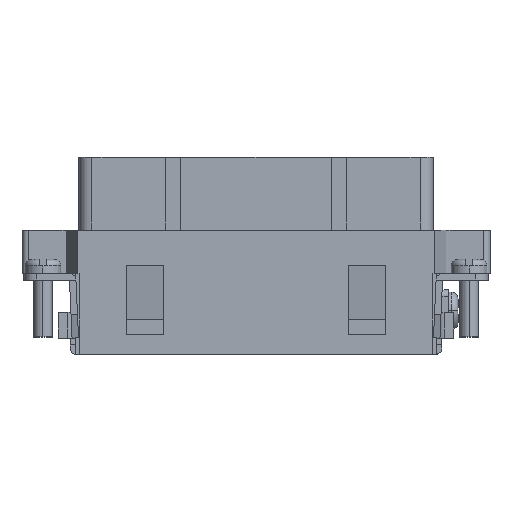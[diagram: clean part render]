
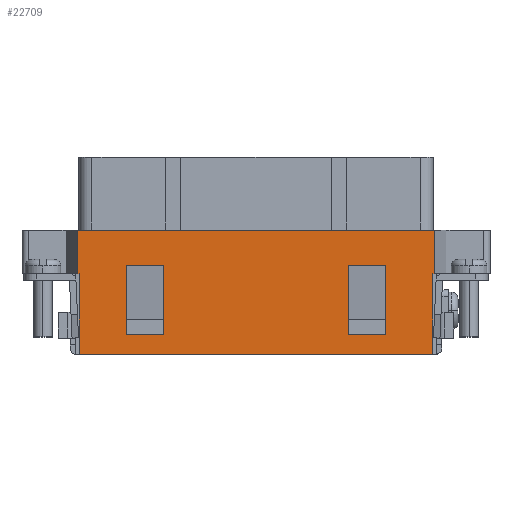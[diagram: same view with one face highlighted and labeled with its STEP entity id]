
A CAD part, top view. The second image highlights one B-rep face of the part: STEP entity #22709.
In plain terms, the highlighted planar face has unit normal (0, 0, 1).
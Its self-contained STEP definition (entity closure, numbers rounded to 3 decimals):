
#41 = CARTESIAN_POINT ( 'NONE',  ( -27.375, -19.25, 11.5 ) ) ;
#216 = EDGE_CURVE ( 'NONE', #27670, #15918, #18702, .T. ) ;
#373 = CARTESIAN_POINT ( 'NONE',  ( -27.667, -6.75, 11.5 ) ) ;
#622 = CARTESIAN_POINT ( 'NONE',  ( -27.375, -19.25, 11.5 ) ) ;
#699 = LINE ( 'NONE', #20812, #20938 ) ;
#718 = LINE ( 'NONE', #25584, #13103 ) ;
#924 = VECTOR ( 'NONE', #32044, 1000. ) ;
#931 = VERTEX_POINT ( 'NONE', #13567 ) ;
#1306 = CARTESIAN_POINT ( 'NONE',  ( 20.125, -5.55, 11.5 ) ) ;
#1549 = CARTESIAN_POINT ( 'NONE',  ( 27.375, -19.25, 11.5 ) ) ;
#1841 = LINE ( 'NONE', #4607, #15027 ) ;
#1983 = CARTESIAN_POINT ( 'NONE',  ( 27.375, -19.25, 11.5 ) ) ;
#2533 = CARTESIAN_POINT ( 'NONE',  ( 27.375, -6.75, 11.5 ) ) ;
#2578 = EDGE_CURVE ( 'NONE', #15673, #3589, #28136, .T. ) ;
#2727 = ORIENTED_EDGE ( 'NONE', *, *, #14698, .T. ) ;
#2748 = AXIS2_PLACEMENT_3D ( 'NONE', #373, #18869, #3004 ) ;
#3004 = DIRECTION ( 'NONE',  ( 1., 0., 0. ) ) ;
#3589 = VERTEX_POINT ( 'NONE', #10366 ) ;
#4269 = ORIENTED_EDGE ( 'NONE', *, *, #21943, .F. ) ;
#4480 = CARTESIAN_POINT ( 'NONE',  ( 27.667, 0., 11.5 ) ) ;
#4607 = CARTESIAN_POINT ( 'NONE',  ( 20.125, -5.55, 11.5 ) ) ;
#4618 = EDGE_CURVE ( 'NONE', #25598, #24869, #699, .T. ) ;
#4915 = FACE_OUTER_BOUND ( 'NONE', #7920, .T. ) ;
#4939 = DIRECTION ( 'NONE',  ( 1., 0., 0. ) ) ;
#5072 = CARTESIAN_POINT ( 'NONE',  ( 20.125, -16.25, 11.5 ) ) ;
#5133 = VERTEX_POINT ( 'NONE', #25471 ) ;
#5432 = PLANE ( 'NONE',  #2748 ) ;
#5442 = CARTESIAN_POINT ( 'NONE',  ( 27.667, -6.75, 11.5 ) ) ;
#5513 = VERTEX_POINT ( 'NONE', #2533 ) ;
#5773 = FACE_BOUND ( 'NONE', #29837, .T. ) ;
#5855 = ORIENTED_EDGE ( 'NONE', *, *, #23764, .F. ) ;
#6705 = DIRECTION ( 'NONE',  ( 0., 1., 0. ) ) ;
#7068 = CARTESIAN_POINT ( 'NONE',  ( -27.667, -6.75, 11.5 ) ) ;
#7793 = VECTOR ( 'NONE', #6705, 1000. ) ;
#7911 = VECTOR ( 'NONE', #9637, 1000. ) ;
#7920 = EDGE_LOOP ( 'NONE', ( #18958, #4269, #16527, #27719, #21926, #21970, #14707, #2727 ) ) ;
#8588 = LINE ( 'NONE', #34015, #14777 ) ;
#8764 = DIRECTION ( 'NONE',  ( 0., -1., 0. ) ) ;
#8896 = CARTESIAN_POINT ( 'NONE',  ( -14.375, -16.25, 11.5 ) ) ;
#8990 = ORIENTED_EDGE ( 'NONE', *, *, #27249, .F. ) ;
#9106 = VERTEX_POINT ( 'NONE', #24654 ) ;
#9324 = EDGE_CURVE ( 'NONE', #18413, #10703, #718, .T. ) ;
#9363 = LINE ( 'NONE', #10233, #23381 ) ;
#9637 = DIRECTION ( 'NONE',  ( 1., 0., 0. ) ) ;
#9811 = VECTOR ( 'NONE', #23888, 1000. ) ;
#10209 = VECTOR ( 'NONE', #13767, 1000. ) ;
#10233 = CARTESIAN_POINT ( 'NONE',  ( 14.375, -5.55, 11.5 ) ) ;
#10366 = CARTESIAN_POINT ( 'NONE',  ( -27.375, -6.75, 11.5 ) ) ;
#10703 = VERTEX_POINT ( 'NONE', #8896 ) ;
#11666 = VECTOR ( 'NONE', #14795, 1000. ) ;
#11932 = CARTESIAN_POINT ( 'NONE',  ( -27.667, -6.75, 11.5 ) ) ;
#11991 = FACE_BOUND ( 'NONE', #12907, .T. ) ;
#12565 = LINE ( 'NONE', #30824, #26561 ) ;
#12907 = EDGE_LOOP ( 'NONE', ( #5855, #25840, #27920, #30243 ) ) ;
#13079 = DIRECTION ( 'NONE',  ( -1., 0., 0. ) ) ;
#13103 = VECTOR ( 'NONE', #20425, 1000. ) ;
#13567 = CARTESIAN_POINT ( 'NONE',  ( 27.667, -6.75, 11.5 ) ) ;
#13767 = DIRECTION ( 'NONE',  ( 0., 1., 0. ) ) ;
#14025 = EDGE_CURVE ( 'NONE', #19496, #29433, #14029, .T. ) ;
#14029 = LINE ( 'NONE', #18690, #20235 ) ;
#14328 = ORIENTED_EDGE ( 'NONE', *, *, #32498, .F. ) ;
#14698 = EDGE_CURVE ( 'NONE', #931, #24869, #17653, .T. ) ;
#14707 = ORIENTED_EDGE ( 'NONE', *, *, #17305, .T. ) ;
#14766 = EDGE_CURVE ( 'NONE', #32619, #3589, #31193, .T. ) ;
#14777 = VECTOR ( 'NONE', #23621, 1000. ) ;
#14795 = DIRECTION ( 'NONE',  ( 1., 0., 0. ) ) ;
#15027 = VECTOR ( 'NONE', #23006, 1000. ) ;
#15061 = DIRECTION ( 'NONE',  ( -1., 0., 0. ) ) ;
#15673 = VERTEX_POINT ( 'NONE', #11932 ) ;
#15918 = VERTEX_POINT ( 'NONE', #5072 ) ;
#16527 = ORIENTED_EDGE ( 'NONE', *, *, #2578, .T. ) ;
#16802 = CARTESIAN_POINT ( 'NONE',  ( -20.125, -5.55, 11.5 ) ) ;
#17305 = EDGE_CURVE ( 'NONE', #5513, #931, #26490, .T. ) ;
#17653 = LINE ( 'NONE', #5442, #9811 ) ;
#18413 = VERTEX_POINT ( 'NONE', #24389 ) ;
#18690 = CARTESIAN_POINT ( 'NONE',  ( 14.375, -5.55, 11.5 ) ) ;
#18702 = LINE ( 'NONE', #26632, #25666 ) ;
#18869 = DIRECTION ( 'NONE',  ( 0., 0., 1. ) ) ;
#18958 = ORIENTED_EDGE ( 'NONE', *, *, #4618, .F. ) ;
#19496 = VERTEX_POINT ( 'NONE', #1306 ) ;
#20235 = VECTOR ( 'NONE', #29143, 1000. ) ;
#20425 = DIRECTION ( 'NONE',  ( 1., 0., 0. ) ) ;
#20427 = ORIENTED_EDGE ( 'NONE', *, *, #9324, .F. ) ;
#20715 = CARTESIAN_POINT ( 'NONE',  ( -27.375, -19.25, 11.5 ) ) ;
#20812 = CARTESIAN_POINT ( 'NONE',  ( -27.667, 0., 11.5 ) ) ;
#20938 = VECTOR ( 'NONE', #4939, 1000. ) ;
#21122 = CARTESIAN_POINT ( 'NONE',  ( 14.375, -5.55, 11.5 ) ) ;
#21132 = VERTEX_POINT ( 'NONE', #1983 ) ;
#21376 = VECTOR ( 'NONE', #8764, 1000. ) ;
#21859 = LINE ( 'NONE', #1549, #7793 ) ;
#21926 = ORIENTED_EDGE ( 'NONE', *, *, #32721, .F. ) ;
#21943 = EDGE_CURVE ( 'NONE', #15673, #25598, #28971, .T. ) ;
#21970 = ORIENTED_EDGE ( 'NONE', *, *, #23044, .T. ) ;
#22085 = LINE ( 'NONE', #41, #28240 ) ;
#22210 = LINE ( 'NONE', #16802, #21376 ) ;
#22709 = ADVANCED_FACE ( 'NONE', ( #11991, #5773, #4915 ), #5432, .T. ) ;
#23006 = DIRECTION ( 'NONE',  ( 0., 1., 0. ) ) ;
#23044 = EDGE_CURVE ( 'NONE', #21132, #5513, #21859, .T. ) ;
#23381 = VECTOR ( 'NONE', #28682, 1000. ) ;
#23416 = CARTESIAN_POINT ( 'NONE',  ( 14.375, -16.25, 11.5 ) ) ;
#23524 = EDGE_CURVE ( 'NONE', #9106, #18413, #22210, .T. ) ;
#23621 = DIRECTION ( 'NONE',  ( 0., 1., 0. ) ) ;
#23764 = EDGE_CURVE ( 'NONE', #29433, #27670, #9363, .T. ) ;
#23888 = DIRECTION ( 'NONE',  ( 0., 1., 0. ) ) ;
#24389 = CARTESIAN_POINT ( 'NONE',  ( -20.125, -16.25, 11.5 ) ) ;
#24654 = CARTESIAN_POINT ( 'NONE',  ( -20.125, -5.55, 11.5 ) ) ;
#24869 = VERTEX_POINT ( 'NONE', #4480 ) ;
#24879 = EDGE_CURVE ( 'NONE', #15918, #19496, #1841, .T. ) ;
#25471 = CARTESIAN_POINT ( 'NONE',  ( -14.375, -5.55, 11.5 ) ) ;
#25584 = CARTESIAN_POINT ( 'NONE',  ( -20.125, -16.25, 11.5 ) ) ;
#25598 = VERTEX_POINT ( 'NONE', #26363 ) ;
#25666 = VECTOR ( 'NONE', #26663, 1000. ) ;
#25840 = ORIENTED_EDGE ( 'NONE', *, *, #14025, .F. ) ;
#26363 = CARTESIAN_POINT ( 'NONE',  ( -27.667, 0., 11.5 ) ) ;
#26490 = LINE ( 'NONE', #30469, #11666 ) ;
#26561 = VECTOR ( 'NONE', #15061, 1000. ) ;
#26632 = CARTESIAN_POINT ( 'NONE',  ( 14.375, -16.25, 11.5 ) ) ;
#26663 = DIRECTION ( 'NONE',  ( 1., 0., 0. ) ) ;
#27249 = EDGE_CURVE ( 'NONE', #10703, #5133, #8588, .T. ) ;
#27670 = VERTEX_POINT ( 'NONE', #23416 ) ;
#27719 = ORIENTED_EDGE ( 'NONE', *, *, #14766, .F. ) ;
#27920 = ORIENTED_EDGE ( 'NONE', *, *, #24879, .F. ) ;
#28136 = LINE ( 'NONE', #7068, #7911 ) ;
#28240 = VECTOR ( 'NONE', #13079, 1000. ) ;
#28682 = DIRECTION ( 'NONE',  ( 0., -1., 0. ) ) ;
#28971 = LINE ( 'NONE', #29462, #924 ) ;
#29143 = DIRECTION ( 'NONE',  ( -1., 0., 0. ) ) ;
#29433 = VERTEX_POINT ( 'NONE', #21122 ) ;
#29462 = CARTESIAN_POINT ( 'NONE',  ( -27.667, -6.75, 11.5 ) ) ;
#29837 = EDGE_LOOP ( 'NONE', ( #32552, #14328, #8990, #20427 ) ) ;
#30243 = ORIENTED_EDGE ( 'NONE', *, *, #216, .F. ) ;
#30469 = CARTESIAN_POINT ( 'NONE',  ( -27.667, -6.75, 11.5 ) ) ;
#30824 = CARTESIAN_POINT ( 'NONE',  ( -20.125, -5.55, 11.5 ) ) ;
#31193 = LINE ( 'NONE', #622, #10209 ) ;
#32044 = DIRECTION ( 'NONE',  ( 0., 1., 0. ) ) ;
#32498 = EDGE_CURVE ( 'NONE', #5133, #9106, #12565, .T. ) ;
#32552 = ORIENTED_EDGE ( 'NONE', *, *, #23524, .F. ) ;
#32619 = VERTEX_POINT ( 'NONE', #20715 ) ;
#32721 = EDGE_CURVE ( 'NONE', #21132, #32619, #22085, .T. ) ;
#34015 = CARTESIAN_POINT ( 'NONE',  ( -14.375, -5.55, 11.5 ) ) ;
